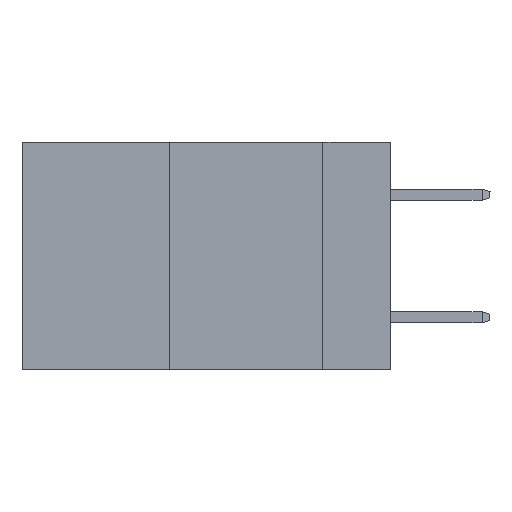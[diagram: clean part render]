
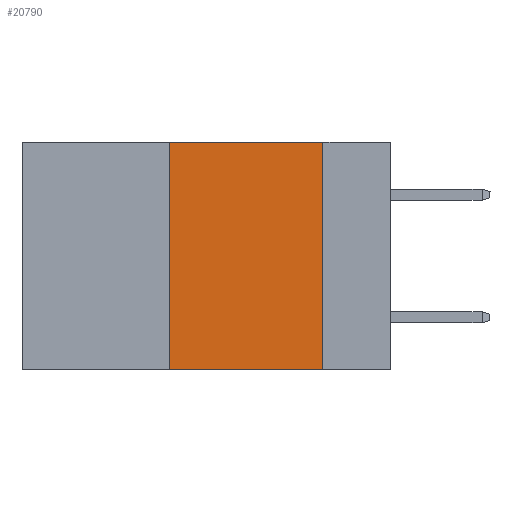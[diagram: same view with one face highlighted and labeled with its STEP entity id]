
A CAD part, left-side view. The second image highlights one B-rep face of the part: STEP entity #20790.
In plain terms, the highlighted planar face has unit normal (-1, 0, 0).
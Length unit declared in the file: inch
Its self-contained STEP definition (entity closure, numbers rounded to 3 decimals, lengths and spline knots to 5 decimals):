
#571 = LINE ( 'NONE', #9551, #17494 ) ;
#886 = CARTESIAN_POINT ( 'NONE',  ( 0., 0.36, 0. ) ) ;
#987 = VERTEX_POINT ( 'NONE', #886 ) ;
#1124 = LINE ( 'NONE', #22906, #23596 ) ;
#1434 = CARTESIAN_POINT ( 'NONE',  ( 0., 0.36, 0. ) ) ;
#1941 = CARTESIAN_POINT ( 'NONE',  ( 0., 0.11, 0. ) ) ;
#2753 = DIRECTION ( 'NONE',  ( 0., 0., -1. ) ) ;
#3931 = EDGE_CURVE ( 'NONE', #11063, #987, #19560, .T. ) ;
#4600 = CARTESIAN_POINT ( 'NONE',  ( 0., 0.11, -0.37 ) ) ;
#5132 = EDGE_LOOP ( 'NONE', ( #9111, #23316, #28377, #21851 ) ) ;
#5948 = CARTESIAN_POINT ( 'NONE',  ( 0., 0.6, -0.37 ) ) ;
#6176 = EDGE_CURVE ( 'NONE', #987, #28530, #571, .T. ) ;
#6725 = EDGE_CURVE ( 'NONE', #28530, #9304, #1124, .T. ) ;
#9111 = ORIENTED_EDGE ( 'NONE', *, *, #6725, .F. ) ;
#9253 = AXIS2_PLACEMENT_3D ( 'NONE', #19974, #17784, #24936 ) ;
#9304 = VERTEX_POINT ( 'NONE', #4600 ) ;
#9551 = CARTESIAN_POINT ( 'NONE',  ( 0., 0.6, 0. ) ) ;
#11063 = VERTEX_POINT ( 'NONE', #14976 ) ;
#13408 = DIRECTION ( 'NONE',  ( 0., -1., 0. ) ) ;
#14967 = DIRECTION ( 'NONE',  ( 0., -1., 0. ) ) ;
#14976 = CARTESIAN_POINT ( 'NONE',  ( 0., 0.36, -0.37 ) ) ;
#16015 = PLANE ( 'NONE',  #9253 ) ;
#16167 = FACE_OUTER_BOUND ( 'NONE', #5132, .T. ) ;
#17494 = VECTOR ( 'NONE', #13408, 39.37008 ) ;
#17505 = EDGE_CURVE ( 'NONE', #11063, #9304, #21572, .T. ) ;
#17784 = DIRECTION ( 'NONE',  ( 1., 0., 0. ) ) ;
#18490 = VECTOR ( 'NONE', #14967, 39.37008 ) ;
#19560 = LINE ( 'NONE', #1434, #24788 ) ;
#19974 = CARTESIAN_POINT ( 'NONE',  ( 0., 0.6, 0. ) ) ;
#20790 = ADVANCED_FACE ( 'NONE', ( #16167 ), #16015, .F. ) ;
#21572 = LINE ( 'NONE', #5948, #18490 ) ;
#21851 = ORIENTED_EDGE ( 'NONE', *, *, #17505, .T. ) ;
#22906 = CARTESIAN_POINT ( 'NONE',  ( 0., 0.11, 0. ) ) ;
#23316 = ORIENTED_EDGE ( 'NONE', *, *, #6176, .F. ) ;
#23596 = VECTOR ( 'NONE', #2753, 39.37008 ) ;
#24788 = VECTOR ( 'NONE', #28501, 39.37008 ) ;
#24936 = DIRECTION ( 'NONE',  ( 0., 0., -1. ) ) ;
#28377 = ORIENTED_EDGE ( 'NONE', *, *, #3931, .F. ) ;
#28501 = DIRECTION ( 'NONE',  ( 0., 0., 1. ) ) ;
#28530 = VERTEX_POINT ( 'NONE', #1941 ) ;
